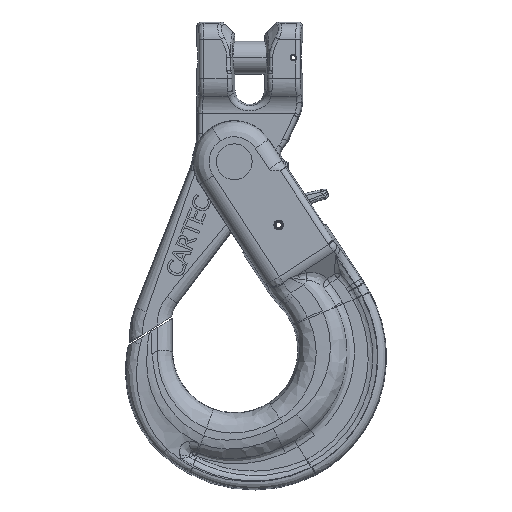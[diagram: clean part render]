
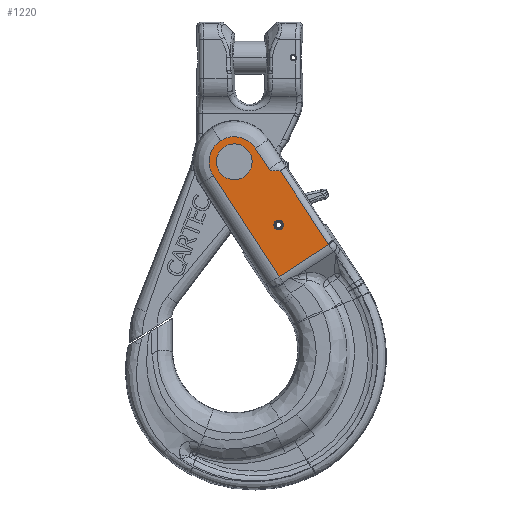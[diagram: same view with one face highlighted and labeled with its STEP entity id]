
A CAD part, top view. The second image highlights one B-rep face of the part: STEP entity #1220.
In plain terms, the highlighted planar face has unit normal (0, 0, 1).
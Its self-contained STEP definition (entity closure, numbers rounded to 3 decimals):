
#1220=ADVANCED_FACE('',(#2992,#2993,#2994),#2995,.F.);
#2992=FACE_OUTER_BOUND('',#6651,.T.);
#2993=FACE_BOUND('',#6652,.T.);
#2994=FACE_BOUND('',#6653,.T.);
#2995=PLANE('',#6654);
#6651=EDGE_LOOP('',(#21012,#21013,#21014,#21015,#21016,#21017,#21018,#21019));
#6652=EDGE_LOOP('',(#21020,#21021));
#6653=EDGE_LOOP('',(#21022,#21023));
#6654=AXIS2_PLACEMENT_3D('',#21024,#21025,#21026);
#21012=ORIENTED_EDGE('',*,*,#26112,.F.);
#21013=ORIENTED_EDGE('',*,*,#26113,.F.);
#21014=ORIENTED_EDGE('',*,*,#26114,.F.);
#21015=ORIENTED_EDGE('',*,*,#26115,.F.);
#21016=ORIENTED_EDGE('',*,*,#26116,.F.);
#21017=ORIENTED_EDGE('',*,*,#26117,.F.);
#21018=ORIENTED_EDGE('',*,*,#26035,.F.);
#21019=ORIENTED_EDGE('',*,*,#26118,.F.);
#21020=ORIENTED_EDGE('',*,*,#26016,.T.);
#21021=ORIENTED_EDGE('',*,*,#26119,.T.);
#21022=ORIENTED_EDGE('',*,*,#26120,.F.);
#21023=ORIENTED_EDGE('',*,*,#26006,.F.);
#21024=CARTESIAN_POINT('',(6.295,151.357,25.0));
#21025=DIRECTION('',(0.0,0.0,-1.0));
#21026=DIRECTION('',(0.0,-1.0,0.0));
#26006=EDGE_CURVE('',#28962,#28958,#28964,.F.);
#26016=EDGE_CURVE('',#28976,#28980,#28982,.T.);
#26035=EDGE_CURVE('',#29014,#29016,#29017,.T.);
#26112=EDGE_CURVE('',#29146,#29147,#29148,.T.);
#26113=EDGE_CURVE('',#29149,#29146,#29150,.F.);
#26114=EDGE_CURVE('',#29151,#29149,#29152,.T.);
#26115=EDGE_CURVE('',#29153,#29151,#29154,.T.);
#26116=EDGE_CURVE('',#29155,#29153,#29156,.F.);
#26117=EDGE_CURVE('',#29016,#29155,#29157,.F.);
#26118=EDGE_CURVE('',#29147,#29014,#29158,.T.);
#26119=EDGE_CURVE('',#28980,#28976,#29159,.T.);
#26120=EDGE_CURVE('',#28958,#28962,#29160,.F.);
#28958=VERTEX_POINT('',#33794);
#28962=VERTEX_POINT('',#33799);
#28964=CIRCLE('',#33802,3.125);
#28976=VERTEX_POINT('',#33816);
#28980=VERTEX_POINT('',#33821);
#28982=CIRCLE('',#33824,11.125);
#29014=VERTEX_POINT('',#33869);
#29016=VERTEX_POINT('',#33871);
#29017=LINE('',#33872,#33873);
#29146=VERTEX_POINT('',#34042);
#29147=VERTEX_POINT('',#34043);
#29148=B_SPLINE_CURVE_WITH_KNOTS('',3,(#34044,#34045,#34046,#34047),.UNSPECIFIED.,.F.,.F.,(4,4),(0.,1.),.UNSPECIFIED.);
#29149=VERTEX_POINT('',#34048);
#29150=LINE('',#34049,#34050);
#29151=VERTEX_POINT('',#34051);
#29152=B_SPLINE_CURVE_WITH_KNOTS('',3,(#34052,#34053,#34054,#34055,#34056,#34057,#34058,#34059,#34060,#34061,#34062,#34063,#34064,#34065,#34066,#34067,#34068,#34069,#34070),.UNSPECIFIED.,.F.,.F.,(4,3,3,3,3,3,4),(-1.,-0.789,-0.652,-0.5,-0.348,-0.211,0.0),.UNSPECIFIED.);
#29153=VERTEX_POINT('',#34071);
#29154=B_SPLINE_CURVE_WITH_KNOTS('',3,(#34072,#34073,#34074,#34075,#34076,#34077,#34078,#34079,#34080,#34081,#34082,#34083,#34084),.UNSPECIFIED.,.F.,.F.,(4,3,3,3,4),(0.,0.211,0.5,0.789,1.),.UNSPECIFIED.);
#29155=VERTEX_POINT('',#34085);
#29156=LINE('',#34086,#34087);
#29157=LINE('',#34088,#34089);
#29158=LINE('',#34090,#34091);
#29159=CIRCLE('',#34092,11.125);
#29160=CIRCLE('',#34093,3.125);
#33794=CARTESIAN_POINT('',(24.938,80.427,25.0));
#33799=CARTESIAN_POINT('',(31.188,80.427,25.0));
#33802=AXIS2_PLACEMENT_3D('',#45492,#45493,#45494);
#33816=CARTESIAN_POINT('',(-11.675,121.1,25.0));
#33821=CARTESIAN_POINT('',(10.575,121.1,25.0));
#33824=AXIS2_PLACEMENT_3D('',#45508,#45509,#45510);
#33869=CARTESIAN_POINT('',(59.678,68.537,25.0));
#33871=CARTESIAN_POINT('',(60.09,67.906,25.));
#33872=CARTESIAN_POINT('',(59.678,68.537,25.0));
#33873=VECTOR('',#45536,10.0);
#34042=CARTESIAN_POINT('',(21.746,116.539,25.));
#34043=CARTESIAN_POINT('',(29.084,115.361,25.0));
#34044=CARTESIAN_POINT('',(21.746,116.539,25.0));
#34045=CARTESIAN_POINT('',(23.212,114.296,25.0));
#34046=CARTESIAN_POINT('',(26.638,115.753,25.0));
#34047=CARTESIAN_POINT('',(29.084,115.361,25.0));
#34048=CARTESIAN_POINT('',(12.994,129.933,25.));
#34049=CARTESIAN_POINT('',(21.746,116.539,25.));
#34050=VECTOR('',#45679,10.0);
#34051=CARTESIAN_POINT('',(-9.358,134.619,25.0));
#34052=CARTESIAN_POINT('',(-9.358,134.619,25.0));
#34053=CARTESIAN_POINT('',(-7.871,135.591,25.0));
#34054=CARTESIAN_POINT('',(-6.205,136.321,25.0));
#34055=CARTESIAN_POINT('',(-4.475,136.758,25.0));
#34056=CARTESIAN_POINT('',(-3.355,137.041,25.0));
#34057=CARTESIAN_POINT('',(-2.208,137.202,25.0));
#34058=CARTESIAN_POINT('',(-1.055,137.239,25.0));
#34059=CARTESIAN_POINT('',(0.231,137.281,25.0));
#34060=CARTESIAN_POINT('',(1.526,137.171,25.0));
#34061=CARTESIAN_POINT('',(2.788,136.906,25.0));
#34062=CARTESIAN_POINT('',(4.051,136.641,25.0));
#34063=CARTESIAN_POINT('',(5.281,136.223,25.0));
#34064=CARTESIAN_POINT('',(6.442,135.668,25.0));
#34065=CARTESIAN_POINT('',(7.483,135.17,25.0));
#34066=CARTESIAN_POINT('',(8.469,134.563,25.0));
#34067=CARTESIAN_POINT('',(9.381,133.854,25.0));
#34068=CARTESIAN_POINT('',(10.79,132.758,25.0));
#34069=CARTESIAN_POINT('',(12.023,131.421,25.0));
#34070=CARTESIAN_POINT('',(12.994,129.933,25.0));
#34071=CARTESIAN_POINT('',(-14.045,112.267,25.0));
#34072=CARTESIAN_POINT('',(-14.045,112.267,25.0));
#34073=CARTESIAN_POINT('',(-15.016,113.756,25.0));
#34074=CARTESIAN_POINT('',(-15.746,115.418,25.0));
#34075=CARTESIAN_POINT('',(-16.183,117.15,25.0));
#34076=CARTESIAN_POINT('',(-16.782,119.522,25.0));
#34077=CARTESIAN_POINT('',(-16.832,122.025,25.0));
#34078=CARTESIAN_POINT('',(-16.331,124.414,25.0));
#34079=CARTESIAN_POINT('',(-15.83,126.802,25.0));
#34080=CARTESIAN_POINT('',(-14.78,129.074,25.0));
#34081=CARTESIAN_POINT('',(-13.279,131.007,25.0));
#34082=CARTESIAN_POINT('',(-12.183,132.417,25.0));
#34083=CARTESIAN_POINT('',(-10.846,133.646,25.0));
#34084=CARTESIAN_POINT('',(-9.358,134.619,25.0));
#34085=CARTESIAN_POINT('',(28.448,47.232,25.));
#34086=CARTESIAN_POINT('',(-14.045,112.267,25.0));
#34087=VECTOR('',#45680,10.0);
#34088=CARTESIAN_POINT('',(28.474,47.249,25.));
#34089=VECTOR('',#45681,10.0);
#34090=CARTESIAN_POINT('',(29.084,115.361,25.0));
#34091=VECTOR('',#45682,10.0);
#34092=AXIS2_PLACEMENT_3D('',#45683,#45684,#45685);
#34093=AXIS2_PLACEMENT_3D('',#45686,#45687,#45688);
#45492=CARTESIAN_POINT('',(28.063,80.427,25.0));
#45493=DIRECTION('',(0.0,0.0,-1.0));
#45494=DIRECTION('',(-1.0,0.0,0.0));
#45508=CARTESIAN_POINT('',(-0.55,121.1,25.0));
#45509=DIRECTION('',(0.0,0.0,-1.0));
#45510=DIRECTION('',(-1.0,0.0,0.0));
#45536=DIRECTION('',(0.547,-0.837,0.0));
#45679=DIRECTION('',(-0.547,0.837,0.));
#45680=DIRECTION('',(0.547,-0.837,0.0));
#45681=DIRECTION('',(0.837,0.547,0.0));
#45682=DIRECTION('',(0.547,-0.837,0.0));
#45683=CARTESIAN_POINT('',(-0.55,121.1,25.0));
#45684=DIRECTION('',(0.0,0.0,-1.0));
#45685=DIRECTION('',(-1.0,0.0,0.0));
#45686=CARTESIAN_POINT('',(28.063,80.427,25.0));
#45687=DIRECTION('',(0.0,0.0,-1.0));
#45688=DIRECTION('',(-1.0,0.0,0.0));
